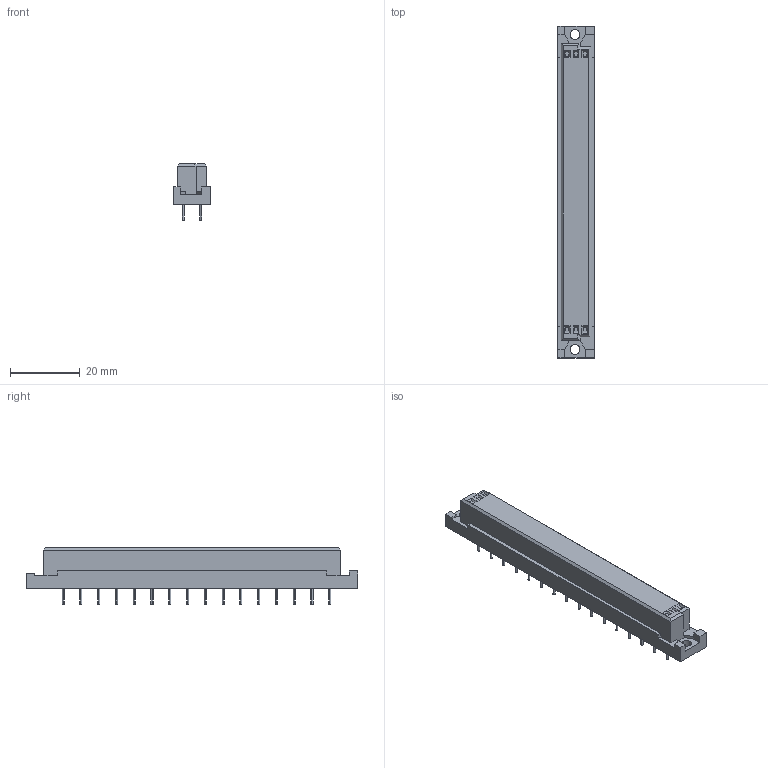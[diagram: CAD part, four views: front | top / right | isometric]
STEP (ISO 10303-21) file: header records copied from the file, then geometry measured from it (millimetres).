
FILE_DESCRIPTION((''),'2;1');
FILE_NAME('HARTING_09 03 232 6850.stp','2012-12-11T15:32:41',(''),(''),'Mechanical Desktop 2011','Mechanical Desktop 2011',', , ');
FILE_SCHEMA(('AUTOMOTIVE_DESIGN { 1 2 10303 214 1 1 1 1 }'));
Length unit declared in the file: millimetre
Products named in the file (1): Product
Bounding box: 10.5 x 94.9 x 16.1 mm (x, y, z)
Volume: 9485.1 mm3; surface area: 4558.3 mm2
Topology: 33 solids, 33 shells, 212 faces, 408 edges, 268 vertices
Faces by surface type: plane 144, cylinder 68
Entity records: 5400 total; most frequent: DIRECTION 970, CARTESIAN_POINT 889, ORIENTED_EDGE 816, EDGE_CURVE 408, AXIS2_PLACEMENT_3D 349, VECTOR 272, LINE 272, VERTEX_POINT 268
